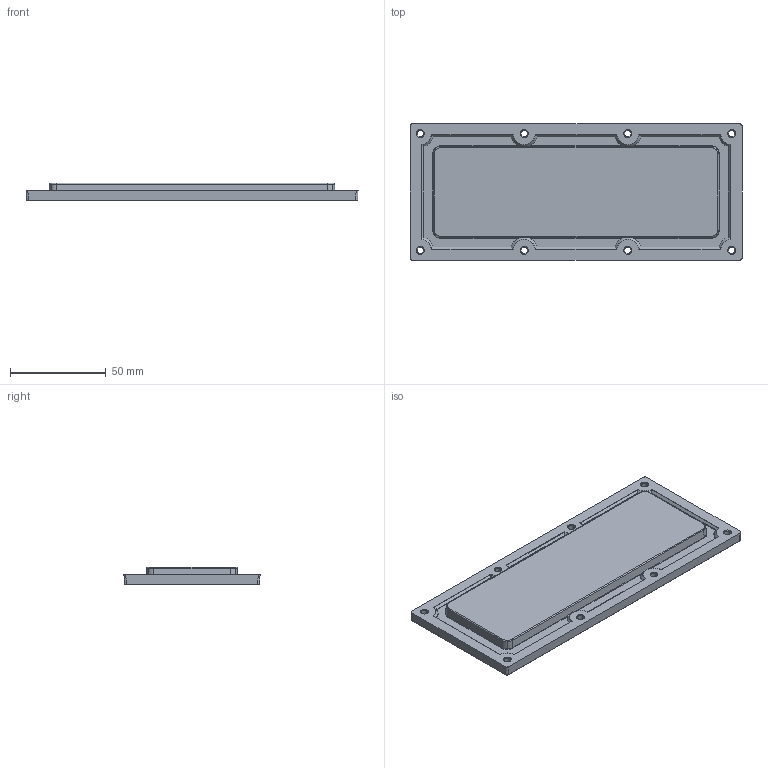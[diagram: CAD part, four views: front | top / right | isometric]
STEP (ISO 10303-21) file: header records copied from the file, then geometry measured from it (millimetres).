
FILE_DESCRIPTION (( 'STEP AP214' ), '1' );
FILE_NAME ('ﾃﾗ-ﾀﾌﾒ-PT-173x70-ﾐﾑ.STEP', '2023-01-12T08:11:02', ( '' ), ( '' ), 'SwSTEP 2.0', 'SolidWorks 2019', '' );
FILE_SCHEMA (( 'AUTOMOTIVE_DESIGN' ));
Length unit declared in the file: millimetre
Products named in the file (1): ﾃﾗ-ﾀﾌﾒ-PT-173x70-ﾐﾑ
Bounding box: 173.38 x 71.08 x 9.3 mm (x, y, z)
Volume: 36419.6 mm3; surface area: 32634.8 mm2
Topology: 1 solids, 1 shells, 1469 faces, 3410 edges, 1860 vertices
Faces by surface type: bspline 570, cylinder 492, plane 207, sphere 76, cone 68, torus 56
Entity records: 49050 total; most frequent: CARTESIAN_POINT 20882, ORIENTED_EDGE 6628, DIRECTION 5188, EDGE_CURVE 3314, AXIS2_PLACEMENT_3D 2058, VERTEX_POINT 1860, EDGE_LOOP 1498, ADVANCED_FACE 1469
